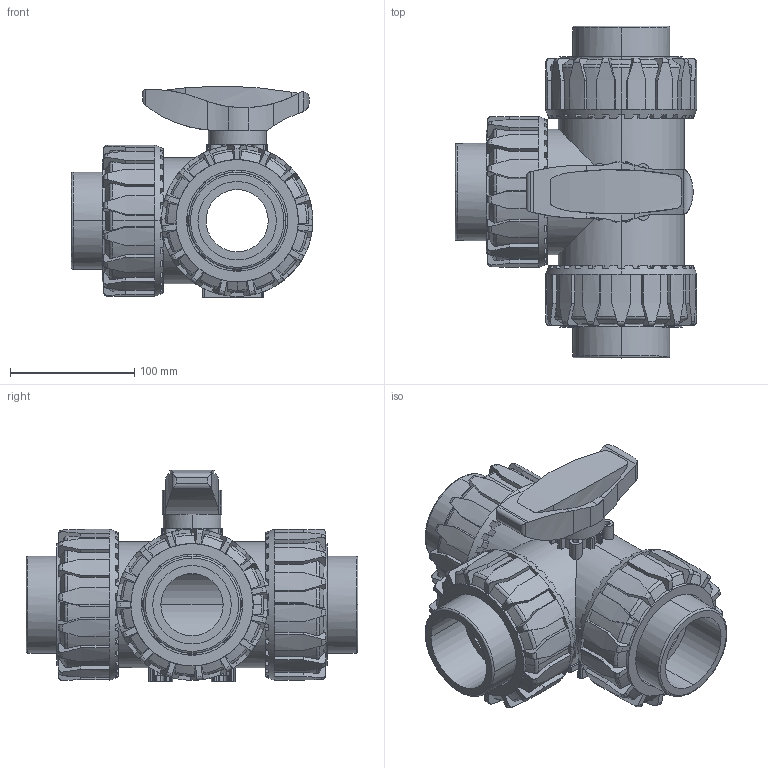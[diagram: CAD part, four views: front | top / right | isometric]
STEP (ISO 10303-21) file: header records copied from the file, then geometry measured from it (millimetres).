
FILE_DESCRIPTION(('STEP AP214'),'1');
FILE_NAME('tkdim063f.stp','2018-03-06T12:57:18',('TraceParts'),('TraceParts S.A.'),'Spatial InterOp 3D',' ',' ');
FILE_SCHEMA(('automotive_design'));
Length unit declared in the file: millimetre
Products named in the file (8): tkdim063f_1; tkdim063f_2; tkdim063f_3; tkdim063f_4; tkdim063f_5; tkdim063f_6; tkdim063f_7; tkdim063f_8
Bounding box: 194.05 x 266.6 x 170.14 mm (x, y, z)
Volume: 2051284.7 mm3; surface area: 383590.5 mm2
Topology: 8 solids, 8 shells, 1507 faces, 4316 edges, 2837 vertices
Faces by surface type: plane 961, cylinder 390, torus 102, cone 54
Entity records: 64168 total; most frequent: CARTESIAN_POINT 11888, DIRECTION 8733, ORIENTED_EDGE 8632, EDGE_CURVE 4316, AXIS2_PLACEMENT_3D 3436, VERTEX_POINT 2837, LINE 1861, VECTOR 1861
